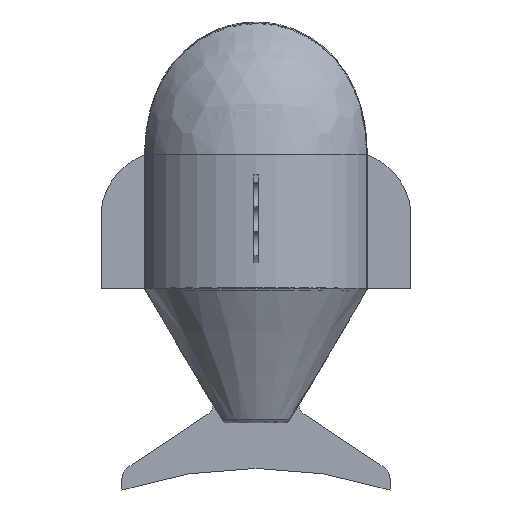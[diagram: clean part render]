
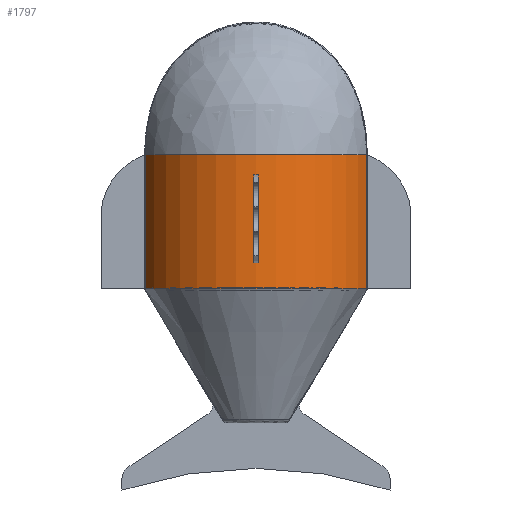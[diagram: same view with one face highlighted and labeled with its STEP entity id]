
A CAD part, left-side view. The second image highlights one B-rep face of the part: STEP entity #1797.
In plain terms, the highlighted cylindrical face has radius 53 mm (diameter 106 mm), a partial arc.
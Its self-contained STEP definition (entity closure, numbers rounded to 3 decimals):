
#409=CARTESIAN_POINT('',(-1.055,49.617,0.));
#415=CARTESIAN_POINT('',(17.578,0.,0.));
#416=DIRECTION('',(0.,0.,1.));
#417=DIRECTION('',(-0.352,0.936,0.));
#418=AXIS2_PLACEMENT_3D('',#415,#416,#417);
#424=CARTESIAN_POINT('',(-1.055,-49.617,0.));
#590=DIRECTION('',(0.,0.,-1.));
#591=VECTOR('',#590,60.);
#592=CARTESIAN_POINT('',(-1.055,49.617,60.));
#593=LINE('',#592,#591);
#594=CARTESIAN_POINT('',(17.578,0.,60.));
#595=DIRECTION('',(0.,0.,-1.));
#596=DIRECTION('',(-0.352,-0.936,0.));
#597=AXIS2_PLACEMENT_3D('',#594,#595,#596);
#599=DIRECTION('',(0.,0.,1.));
#600=VECTOR('',#599,60.);
#601=CARTESIAN_POINT('',(-1.055,-49.617,0.));
#602=LINE('',#601,#600);
#603=CARTESIAN_POINT('',(-1.055,-49.617,60.));
#745=VERTEX_POINT('',#409);
#751=CARTESIAN_POINT('',(-1.055,49.617,60.));
#752=VERTEX_POINT('',#751);
#753=VERTEX_POINT('',#603);
#758=VERTEX_POINT('',#424);
#1785=CARTESIAN_POINT('',(17.578,0.,0.));
#1786=DIRECTION('',(0.,0.,1.));
#1787=DIRECTION('',(1.,0.,0.));
#1788=AXIS2_PLACEMENT_3D('',#1785,#1786,#1787);
#1789=CYLINDRICAL_SURFACE('',#1788,53.);
#1790=ORIENTED_EDGE('',*,*,#1699,.F.);
#1792=ORIENTED_EDGE('',*,*,#1791,.F.);
#1793=ORIENTED_EDGE('',*,*,#1776,.F.);
#1794=ORIENTED_EDGE('',*,*,#1676,.F.);
#1795=EDGE_LOOP('',(#1790,#1792,#1793,#1794));
#1796=FACE_OUTER_BOUND('',#1795,.F.);
#1797=ADVANCED_FACE('',(#1796),#1789,.T.);
#419=CIRCLE('',#418,53.);
#598=CIRCLE('',#597,53.);
#1676=EDGE_CURVE('',#745,#758,#419,.T.);
#1699=EDGE_CURVE('',#752,#745,#593,.T.);
#1776=EDGE_CURVE('',#758,#753,#602,.T.);
#1791=EDGE_CURVE('',#753,#752,#598,.T.);
